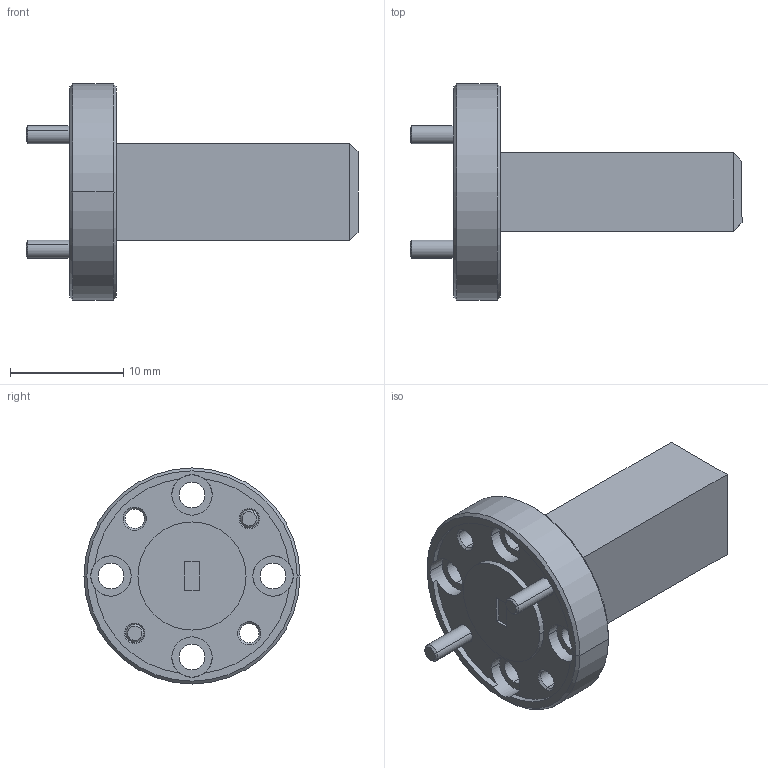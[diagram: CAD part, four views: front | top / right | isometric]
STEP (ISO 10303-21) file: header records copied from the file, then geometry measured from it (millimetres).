
FILE_DESCRIPTION (( 'STEP AP203' ), '1' );
FILE_NAME ('AR-W15-A.STEP', '2022-03-09T02:15:53', ( '' ), ( '' ), 'SwSTEP 2.0', 'SolidWorks 2021', '' );
FILE_SCHEMA (( 'CONFIG_CONTROL_DESIGN' ));
Length unit declared in the file: inch
Products named in the file (1): AR-W15-A
Bounding box: 29.27 x 19.05 x 19.05 mm (x, y, z)
Volume: 2263.9 mm3; surface area: 1836.3 mm2
Topology: 4 solids, 4 shells, 83 faces, 192 edges, 120 vertices
Faces by surface type: cylinder 36, plane 27, cone 20
Entity records: 2479 total; most frequent: DIRECTION 460, CARTESIAN_POINT 396, ORIENTED_EDGE 384, EDGE_CURVE 192, AXIS2_PLACEMENT_3D 184, VERTEX_POINT 120, EDGE_LOOP 102, CIRCLE 100
